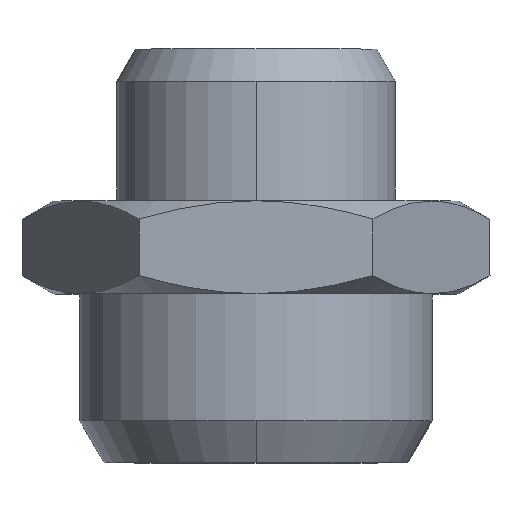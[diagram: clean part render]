
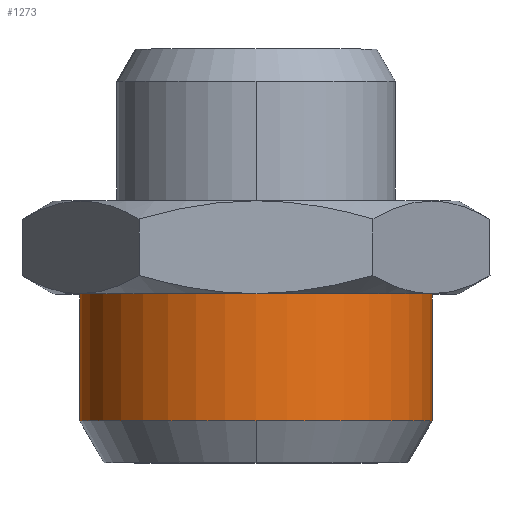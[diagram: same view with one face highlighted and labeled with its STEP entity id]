
A CAD part, top view. The second image highlights one B-rep face of the part: STEP entity #1273.
In plain terms, the highlighted cylindrical face has radius 10.435 mm (diameter 20.87 mm), a partial arc.
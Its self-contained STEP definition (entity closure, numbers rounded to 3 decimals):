
#27 = VERTEX_POINT ( 'NONE', #955 ) ;
#58 = EDGE_LOOP ( 'NONE', ( #1152, #453, #480, #470, #1070 ) ) ;
#71 = LINE ( 'NONE', #576, #1259 ) ;
#77 = LINE ( 'NONE', #311, #418 ) ;
#182 = CIRCLE ( 'NONE', #1178, 10.435 ) ;
#216 = DIRECTION ( 'NONE',  ( 1., 0., 0. ) ) ;
#230 = DIRECTION ( 'NONE',  ( 0., -1., 0. ) ) ;
#307 = EDGE_CURVE ( 'NONE', #27, #883, #634, .T. ) ;
#311 = CARTESIAN_POINT ( 'NONE',  ( -10.435, 10., 0. ) ) ;
#318 = CARTESIAN_POINT ( 'NONE',  ( 0., 2.485, 0. ) ) ;
#342 = CARTESIAN_POINT ( 'NONE',  ( -10.435, 10., 0. ) ) ;
#373 = EDGE_CURVE ( 'NONE', #1397, #1090, #71, .T. ) ;
#376 = AXIS2_PLACEMENT_3D ( 'NONE', #318, #1055, #521 ) ;
#390 = CIRCLE ( 'NONE', #376, 10.435 ) ;
#418 = VECTOR ( 'NONE', #1176, 1000. ) ;
#451 = FACE_OUTER_BOUND ( 'NONE', #58, .T. ) ;
#453 = ORIENTED_EDGE ( 'NONE', *, *, #1381, .T. ) ;
#470 = ORIENTED_EDGE ( 'NONE', *, *, #988, .T. ) ;
#480 = ORIENTED_EDGE ( 'NONE', *, *, #307, .T. ) ;
#504 = AXIS2_PLACEMENT_3D ( 'NONE', #1097, #876, #990 ) ;
#521 = DIRECTION ( 'NONE',  ( 0., 0., 1. ) ) ;
#576 = CARTESIAN_POINT ( 'NONE',  ( 10.435, 10., 0. ) ) ;
#634 = CIRCLE ( 'NONE', #504, 10.435 ) ;
#709 = CARTESIAN_POINT ( 'NONE',  ( 0., 2.485, 10.435 ) ) ;
#768 = VERTEX_POINT ( 'NONE', #342 ) ;
#777 = AXIS2_PLACEMENT_3D ( 'NONE', #1079, #230, #216 ) ;
#791 = CARTESIAN_POINT ( 'NONE',  ( 0., 10., 0. ) ) ;
#807 = CARTESIAN_POINT ( 'NONE',  ( 10.435, 2.485, 0. ) ) ;
#844 = CARTESIAN_POINT ( 'NONE',  ( 10.435, 10., 0. ) ) ;
#873 = DIRECTION ( 'NONE',  ( 0., -1., 0. ) ) ;
#876 = DIRECTION ( 'NONE',  ( 0., 1., 0. ) ) ;
#883 = VERTEX_POINT ( 'NONE', #709 ) ;
#955 = CARTESIAN_POINT ( 'NONE',  ( -10.435, 2.485, 0. ) ) ;
#974 = DIRECTION ( 'NONE',  ( 0., 1., 0. ) ) ;
#988 = EDGE_CURVE ( 'NONE', #883, #1090, #390, .T. ) ;
#990 = DIRECTION ( 'NONE',  ( 0., 0., 1. ) ) ;
#1055 = DIRECTION ( 'NONE',  ( 0., 1., 0. ) ) ;
#1070 = ORIENTED_EDGE ( 'NONE', *, *, #373, .F. ) ;
#1079 = CARTESIAN_POINT ( 'NONE',  ( 0., 10., 0. ) ) ;
#1090 = VERTEX_POINT ( 'NONE', #807 ) ;
#1097 = CARTESIAN_POINT ( 'NONE',  ( 0., 2.485, 0. ) ) ;
#1152 = ORIENTED_EDGE ( 'NONE', *, *, #1362, .F. ) ;
#1176 = DIRECTION ( 'NONE',  ( 0., -1., 0. ) ) ;
#1178 = AXIS2_PLACEMENT_3D ( 'NONE', #791, #974, #1391 ) ;
#1259 = VECTOR ( 'NONE', #873, 1000. ) ;
#1273 = ADVANCED_FACE ( 'NONE', ( #451 ), #1341, .T. ) ;
#1341 = CYLINDRICAL_SURFACE ( 'NONE', #777, 10.435 ) ;
#1362 = EDGE_CURVE ( 'NONE', #768, #1397, #182, .T. ) ;
#1381 = EDGE_CURVE ( 'NONE', #768, #27, #77, .T. ) ;
#1391 = DIRECTION ( 'NONE',  ( 1., 0., 0. ) ) ;
#1397 = VERTEX_POINT ( 'NONE', #844 ) ;
